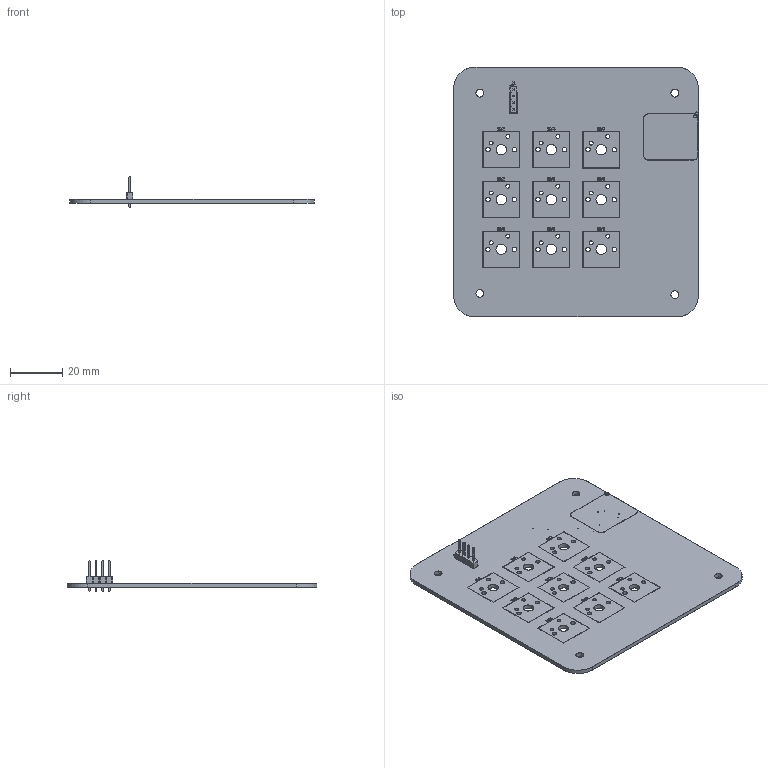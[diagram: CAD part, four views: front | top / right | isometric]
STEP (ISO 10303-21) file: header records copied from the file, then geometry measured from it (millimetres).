
FILE_DESCRIPTION(('KiCad electronic assembly'),'2;1');
FILE_NAME('Hackpad.step','2025-12-22T18:59:20',('Pcbnew'),('Kicad'), 'Open CASCADE STEP processor 7.8','KiCad to STEP converter','Unknown' );
FILE_SCHEMA(('AUTOMOTIVE_DESIGN { 1 0 10303 214 1 1 1 1 }'));
Length unit declared in the file: millimetre
Products named in the file (7): Hackpad 1; PinHeader_1x04_P2.54mm_Vertical; Hackpad_silkscreen; Hackpad_soldermask; Hackpad_PCB
Assembly tree (6 placements, depth 2):
  Hackpad 1
    PinHeader_1x04_P2.54mm_Vertical
    Hackpad_silkscreen
    Hackpad_silkscreen
    Hackpad_soldermask
    Hackpad_soldermask
    Hackpad_PCB
Bounding box: 94 x 96 x 11.54 mm (x, y, z)
Volume: 13293 mm3; surface area: 36433.7 mm2
Topology: 2 solids, 74 shells, 246 faces, 1881 edges, 1719 vertices
Faces by surface type: plane 179, cylinder 67
Full cylindrical faces by diameter (mm): 0.3 x10, 1 x4, 1.5 x18, 1.7 x18, 3 x4, 4 x9
Entity records: 19895 total; most frequent: CARTESIAN_POINT 3853, DIRECTION 2958, ORIENTED_EDGE 2335, EDGE_CURVE 1881, VERTEX_POINT 1719, LINE 1310, VECTOR 1310, AXIS2_PLACEMENT_3D 824
